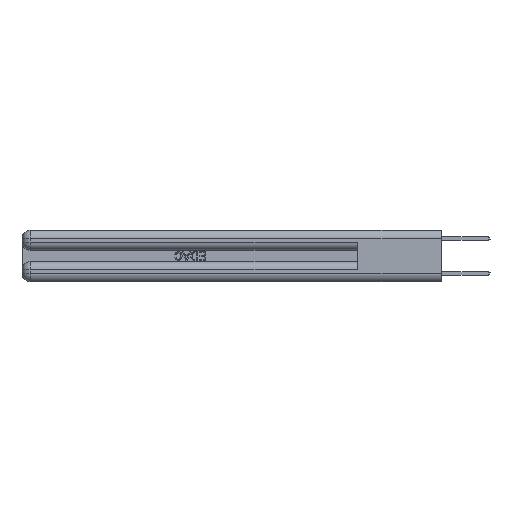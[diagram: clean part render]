
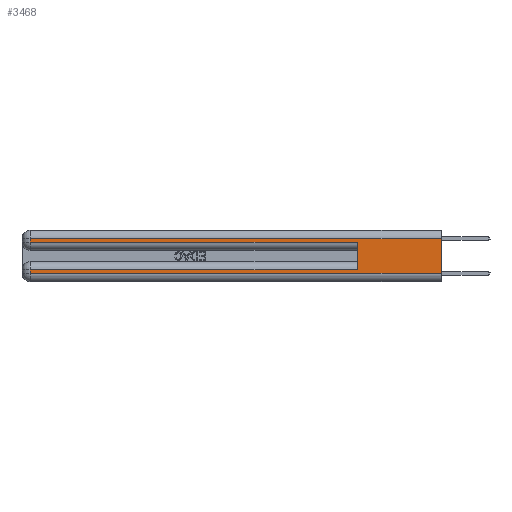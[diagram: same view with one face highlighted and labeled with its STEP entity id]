
A CAD part, left-side view. The second image highlights one B-rep face of the part: STEP entity #3468.
In plain terms, the highlighted planar face has unit normal (-1, 0, 0).
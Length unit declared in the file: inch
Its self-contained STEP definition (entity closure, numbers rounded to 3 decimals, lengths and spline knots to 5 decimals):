
#44 = FACE_OUTER_BOUND ( 'NONE', #22669, .T. ) ;
#2172 = DIRECTION ( 'NONE',  ( 0., -1., 0. ) ) ;
#2368 = CARTESIAN_POINT ( 'NONE',  ( 0., 0., 0.06 ) ) ;
#3468 = ADVANCED_FACE ( 'NONE', ( #44 ), #6665, .F. ) ;
#3663 = CARTESIAN_POINT ( 'NONE',  ( 0., 0.6, 0.085 ) ) ;
#4926 = CARTESIAN_POINT ( 'NONE',  ( 0., 0.6, 0.285 ) ) ;
#5061 = ORIENTED_EDGE ( 'NONE', *, *, #6516, .F. ) ;
#5978 = ORIENTED_EDGE ( 'NONE', *, *, #28329, .T. ) ;
#6029 = VECTOR ( 'NONE', #2172, 39.37008 ) ;
#6391 = DIRECTION ( 'NONE',  ( 0., -1., 0. ) ) ;
#6516 = EDGE_CURVE ( 'NONE', #24694, #10358, #26367, .T. ) ;
#6665 = PLANE ( 'NONE',  #21703 ) ;
#7219 = CARTESIAN_POINT ( 'NONE',  ( 0., 0., 0.06 ) ) ;
#8094 = CARTESIAN_POINT ( 'NONE',  ( 0., 0., 0.31 ) ) ;
#8687 = CARTESIAN_POINT ( 'NONE',  ( 0., 0.6, 0.145 ) ) ;
#9201 = CARTESIAN_POINT ( 'NONE',  ( 0., 0., 0.31 ) ) ;
#9575 = EDGE_CURVE ( 'NONE', #19494, #19020, #18890, .T. ) ;
#9577 = DIRECTION ( 'NONE',  ( 0., 0., -1. ) ) ;
#9627 = EDGE_CURVE ( 'NONE', #19020, #10307, #13152, .T. ) ;
#10307 = VERTEX_POINT ( 'NONE', #7219 ) ;
#10358 = VERTEX_POINT ( 'NONE', #4926 ) ;
#10906 = ORIENTED_EDGE ( 'NONE', *, *, #14064, .T. ) ;
#11153 = VECTOR ( 'NONE', #9577, 39.37008 ) ;
#11189 = EDGE_CURVE ( 'NONE', #22690, #24540, #12121, .T. ) ;
#11282 = DIRECTION ( 'NONE',  ( 0., 0., -1. ) ) ;
#12121 = LINE ( 'NONE', #8094, #25630 ) ;
#12214 = VECTOR ( 'NONE', #18754, 39.37008 ) ;
#12417 = CARTESIAN_POINT ( 'NONE',  ( 0., 0., 0.085 ) ) ;
#13152 = LINE ( 'NONE', #2368, #13166 ) ;
#13166 = VECTOR ( 'NONE', #6391, 39.37008 ) ;
#13308 = CARTESIAN_POINT ( 'NONE',  ( 0., 2.94, 0.285 ) ) ;
#13713 = DIRECTION ( 'NONE',  ( 0., 0., -1. ) ) ;
#13901 = EDGE_CURVE ( 'NONE', #22690, #10307, #27244, .T. ) ;
#14064 = EDGE_CURVE ( 'NONE', #24694, #19494, #25223, .T. ) ;
#14609 = CARTESIAN_POINT ( 'NONE',  ( 0., 2.94, 0.37 ) ) ;
#14971 = CARTESIAN_POINT ( 'NONE',  ( 0., 0., 0.285 ) ) ;
#15578 = EDGE_CURVE ( 'NONE', #24540, #26091, #18426, .T. ) ;
#15754 = VECTOR ( 'NONE', #21172, 39.37008 ) ;
#16462 = CARTESIAN_POINT ( 'NONE',  ( 0., 2.94, 0.085 ) ) ;
#17440 = DIRECTION ( 'NONE',  ( 0., 0., 1. ) ) ;
#17993 = DIRECTION ( 'NONE',  ( 1., 0., 0. ) ) ;
#18426 = LINE ( 'NONE', #20587, #26837 ) ;
#18754 = DIRECTION ( 'NONE',  ( 0., 0., -1. ) ) ;
#18890 = LINE ( 'NONE', #14609, #12214 ) ;
#19020 = VERTEX_POINT ( 'NONE', #26754 ) ;
#19236 = ORIENTED_EDGE ( 'NONE', *, *, #9627, .T. ) ;
#19494 = VERTEX_POINT ( 'NONE', #16462 ) ;
#20162 = CARTESIAN_POINT ( 'NONE',  ( 0., 0., 0.37 ) ) ;
#20587 = CARTESIAN_POINT ( 'NONE',  ( 0., 2.94, 0.37 ) ) ;
#21152 = DIRECTION ( 'NONE',  ( 0., 1., 0. ) ) ;
#21172 = DIRECTION ( 'NONE',  ( 0., 1., 0. ) ) ;
#21410 = LINE ( 'NONE', #14971, #6029 ) ;
#21703 = AXIS2_PLACEMENT_3D ( 'NONE', #20162, #17993, #13713 ) ;
#22476 = CARTESIAN_POINT ( 'NONE',  ( 0., 2.94, 0.31 ) ) ;
#22669 = EDGE_LOOP ( 'NONE', ( #26046, #24301, #25774, #5978, #5061, #10906, #25211, #19236 ) ) ;
#22690 = VERTEX_POINT ( 'NONE', #9201 ) ;
#24289 = VECTOR ( 'NONE', #17440, 39.37008 ) ;
#24301 = ORIENTED_EDGE ( 'NONE', *, *, #11189, .T. ) ;
#24373 = CARTESIAN_POINT ( 'NONE',  ( 0., 0., 0.37 ) ) ;
#24540 = VERTEX_POINT ( 'NONE', #22476 ) ;
#24694 = VERTEX_POINT ( 'NONE', #3663 ) ;
#25211 = ORIENTED_EDGE ( 'NONE', *, *, #9575, .T. ) ;
#25223 = LINE ( 'NONE', #12417, #15754 ) ;
#25630 = VECTOR ( 'NONE', #21152, 39.37008 ) ;
#25774 = ORIENTED_EDGE ( 'NONE', *, *, #15578, .T. ) ;
#26046 = ORIENTED_EDGE ( 'NONE', *, *, #13901, .F. ) ;
#26091 = VERTEX_POINT ( 'NONE', #13308 ) ;
#26367 = LINE ( 'NONE', #8687, #24289 ) ;
#26754 = CARTESIAN_POINT ( 'NONE',  ( 0., 2.94, 0.06 ) ) ;
#26837 = VECTOR ( 'NONE', #11282, 39.37008 ) ;
#27244 = LINE ( 'NONE', #24373, #11153 ) ;
#28329 = EDGE_CURVE ( 'NONE', #26091, #10358, #21410, .T. ) ;
